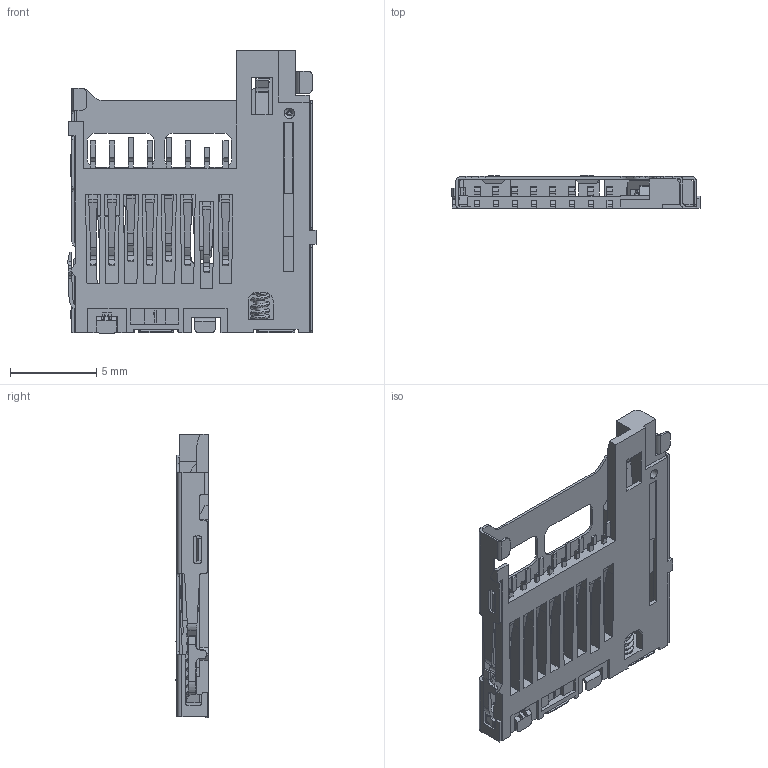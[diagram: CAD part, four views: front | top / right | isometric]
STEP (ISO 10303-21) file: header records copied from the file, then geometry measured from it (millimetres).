
FILE_DESCRIPTION (( 'STEP AP214' ), '1' );
FILE_NAME ('GTFP08432B1HR.STEP', '2023-08-04T20:55:32', ( '' ), ( '' ), 'SwSTEP 2.0', 'SolidWorks 2021', '' );
FILE_SCHEMA (( 'AUTOMOTIVE_DESIGN' ));
Length unit declared in the file: millimetre
Products named in the file (1): GTFP08432B1HR
Bounding box: 14.42 x 1.92 x 16.45 mm (x, y, z)
Volume: 128.1 mm3; surface area: 1028.6 mm2
Topology: 1 solids, 1 shells, 1119 faces, 3342 edges, 2201 vertices
Faces by surface type: plane 733, cylinder 342, torus 18, bspline 18, cone 7, sphere 1
Entity records: 44193 total; most frequent: CARTESIAN_POINT 13903, ORIENTED_EDGE 6680, DIRECTION 5896, EDGE_CURVE 3340, VECTOR 2392, LINE 2392, VERTEX_POINT 2200, AXIS2_PLACEMENT_3D 1752
